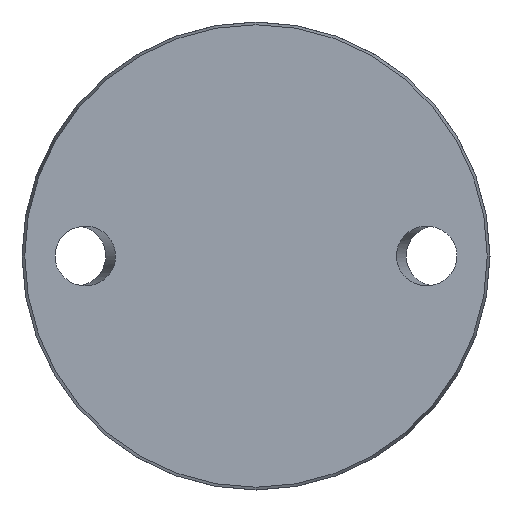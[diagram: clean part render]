
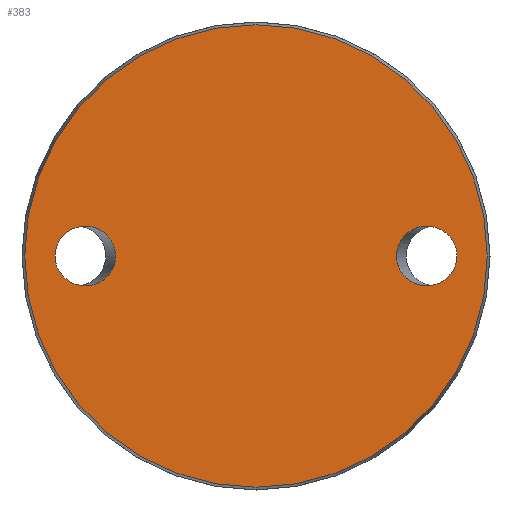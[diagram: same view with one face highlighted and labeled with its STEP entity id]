
A CAD part, front view. The second image highlights one B-rep face of the part: STEP entity #383.
In plain terms, the highlighted planar face has unit normal (0, -1, 0).
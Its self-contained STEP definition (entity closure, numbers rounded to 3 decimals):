
#34 = CARTESIAN_POINT ( 'NONE',  ( 42.087, 0., 0. ) ) ;
#78 = CARTESIAN_POINT ( 'NONE',  ( 29.413, 0., 12.5 ) ) ;
#85 = CARTESIAN_POINT ( 'NONE',  ( -42.087, 0., 0. ) ) ;
#90 = CARTESIAN_POINT ( 'NONE',  ( 42.087, 0., 0. ) ) ;
#108 = DIRECTION ( 'NONE',  ( 0., -1., 0. ) ) ;
#110 = EDGE_CURVE ( 'NONE', #584, #584, #562, .T. ) ;
#193 = EDGE_CURVE ( 'NONE', #522, #522, #371, .T. ) ;
#219 = CARTESIAN_POINT ( 'NONE',  ( 0., 0., -48.425 ) ) ;
#228 = AXIS2_PLACEMENT_3D ( 'NONE', #387, #688, #627 ) ;
#238 = CARTESIAN_POINT ( 'NONE',  ( -42.087, 0., 0. ) ) ;
#274 = CARTESIAN_POINT ( 'NONE',  ( 29.413, 0., -12.5 ) ) ;
#295 = ORIENTED_EDGE ( 'NONE', *, *, #537, .T. ) ;
#301 = DIRECTION ( 'NONE',  ( 0., 0., -1. ) ) ;
#325 = FACE_BOUND ( 'NONE', #490, .T. ) ;
#329 = CARTESIAN_POINT ( 'NONE',  ( 42.087, 0., 12.5 ) ) ;
#341 = CARTESIAN_POINT ( 'NONE',  ( 29.413, 0., 0. ) ) ;
#364 = CARTESIAN_POINT ( 'NONE',  ( -42.087, 0., 12.5 ) ) ;
#369 = CARTESIAN_POINT ( 'NONE',  ( -42.087, 0., -12.5 ) ) ;
#371 = CIRCLE ( 'NONE', #609, 48.425 ) ;
#383 = ADVANCED_FACE ( 'NONE', ( #743, #325, #740 ), #683, .F. ) ;
#387 = CARTESIAN_POINT ( 'NONE',  ( -48.425, 0., 0. ) ) ;
#421 = CARTESIAN_POINT ( 'NONE',  ( -29.413, 0., 12.5 ) ) ;
#441 = ORIENTED_EDGE ( 'NONE', *, *, #110, .T. ) ;
#490 = EDGE_LOOP ( 'NONE', ( #295 ) ) ;
#511 = CARTESIAN_POINT ( 'NONE',  ( 42.087, 0., -12.5 ) ) ;
#517 = VERTEX_POINT ( 'NONE', #645 ) ;
#522 = VERTEX_POINT ( 'NONE', #219 ) ;
#537 = EDGE_CURVE ( 'NONE', #517, #517, #588, .T. ) ;
#539 = EDGE_LOOP ( 'NONE', ( #441 ) ) ;
#542 = CARTESIAN_POINT ( 'NONE',  ( -29.413, 0., 0. ) ) ;
#562 =( BOUNDED_CURVE ( )  B_SPLINE_CURVE ( 3, ( #595, #364, #421, #542, #656, #369, #238 ),
 .UNSPECIFIED., .T., .F. ) 
 B_SPLINE_CURVE_WITH_KNOTS ( ( 4, 3, 4 ),
 ( 0., 3.142, 6.283 ),
 .UNSPECIFIED. ) 
 CURVE ( )  GEOMETRIC_REPRESENTATION_ITEM ( )  RATIONAL_B_SPLINE_CURVE ( ( 1., 0.333, 0.333, 1., 0.333, 0.333, 1. ) ) 
 REPRESENTATION_ITEM ( '' )  );
#581 = EDGE_LOOP ( 'NONE', ( #726 ) ) ;
#584 = VERTEX_POINT ( 'NONE', #85 ) ;
#588 =( BOUNDED_CURVE ( )  B_SPLINE_CURVE ( 3, ( #90, #511, #274, #341, #78, #329, #34 ),
 .UNSPECIFIED., .T., .T. ) 
 B_SPLINE_CURVE_WITH_KNOTS ( ( 4, 3, 4 ),
 ( 0., 3.142, 6.283 ),
 .UNSPECIFIED. ) 
 CURVE ( )  GEOMETRIC_REPRESENTATION_ITEM ( )  RATIONAL_B_SPLINE_CURVE ( ( 1., 0.333, 0.333, 1., 0.333, 0.333, 1. ) ) 
 REPRESENTATION_ITEM ( '' )  );
#595 = CARTESIAN_POINT ( 'NONE',  ( -42.087, 0., 0. ) ) ;
#598 = CARTESIAN_POINT ( 'NONE',  ( 0., 0., 0. ) ) ;
#609 = AXIS2_PLACEMENT_3D ( 'NONE', #598, #108, #301 ) ;
#627 = DIRECTION ( 'NONE',  ( 0., 0., 1. ) ) ;
#645 = CARTESIAN_POINT ( 'NONE',  ( 42.087, 0., 0. ) ) ;
#656 = CARTESIAN_POINT ( 'NONE',  ( -29.413, 0., -12.5 ) ) ;
#683 = PLANE ( 'NONE',  #228 ) ;
#688 = DIRECTION ( 'NONE',  ( 0., 1., 0. ) ) ;
#726 = ORIENTED_EDGE ( 'NONE', *, *, #193, .T. ) ;
#740 = FACE_OUTER_BOUND ( 'NONE', #581, .T. ) ;
#743 = FACE_BOUND ( 'NONE', #539, .T. ) ;
